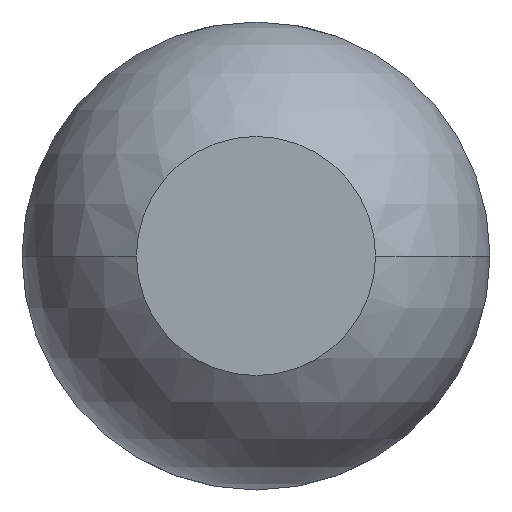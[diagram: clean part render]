
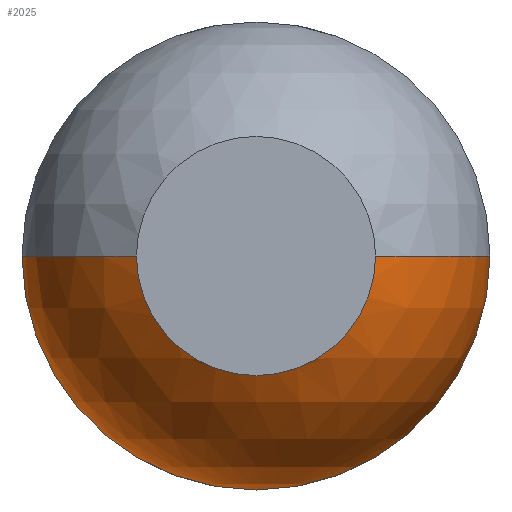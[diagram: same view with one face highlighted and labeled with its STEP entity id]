
A CAD part, front view. The second image highlights one B-rep face of the part: STEP entity #2025.
In plain terms, the highlighted spherical face has radius 0.685 mm.
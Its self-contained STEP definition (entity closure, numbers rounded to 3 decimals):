
#37 = AXIS2_PLACEMENT_3D ( 'NONE', #3748, #1318, #2226 ) ;
#73 = DIRECTION ( 'NONE',  ( 0., 1., 0. ) ) ;
#78 = AXIS2_PLACEMENT_3D ( 'NONE', #302, #2100, #290 ) ;
#138 = ORIENTED_EDGE ( 'NONE', *, *, #3107, .F. ) ;
#199 = CIRCLE ( 'NONE', #1657, 0.35 ) ;
#290 = DIRECTION ( 'NONE',  ( 1., 0., 0. ) ) ;
#302 = CARTESIAN_POINT ( 'NONE',  ( 0., -26.411, 0. ) ) ;
#458 = EDGE_LOOP ( 'NONE', ( #1644, #1352, #1655, #1972, #138, #626 ) ) ;
#479 = AXIS2_PLACEMENT_3D ( 'NONE', #2776, #73, #939 ) ;
#601 = DIRECTION ( 'NONE',  ( -1., 0., 0. ) ) ;
#604 = CARTESIAN_POINT ( 'NONE',  ( 0., -26.411, -0.685 ) ) ;
#625 = SPHERICAL_SURFACE ( 'NONE', #37, 0.685 ) ;
#626 = ORIENTED_EDGE ( 'NONE', *, *, #1492, .F. ) ;
#825 = VERTEX_POINT ( 'NONE', #3943 ) ;
#894 = EDGE_CURVE ( 'Defeature ausgef�hrt1_5+Defeature ausgef�hrt1_4+Defeature ausgef�hrt1_4+Defeature ausgef�hrt1_4', #3053, #2646, #1385, .T. ) ;
#939 = DIRECTION ( 'NONE',  ( 0., 0., 1. ) ) ;
#973 = DIRECTION ( 'NONE',  ( 0., -1., 0. ) ) ;
#1004 = AXIS2_PLACEMENT_3D ( 'NONE', #2455, #3056, #1543 ) ;
#1082 = EDGE_CURVE ( 'Defeature ausgef�hrt1_5+Defeature ausgef�hrt1_4+Defeature ausgef�hrt1_4+Defeature ausgef�hrt1_4', #2818, #3053, #1901, .T. ) ;
#1180 = CIRCLE ( 'NONE', #3419, 0.685 ) ;
#1318 = DIRECTION ( 'NONE',  ( 0., 0., -1. ) ) ;
#1352 = ORIENTED_EDGE ( 'NONE', *, *, #3731, .T. ) ;
#1385 = CIRCLE ( 'NONE', #1004, 0.685 ) ;
#1396 = VERTEX_POINT ( 'NONE', #1735 ) ;
#1492 = EDGE_CURVE ( 'Defeature ausgef�hrt1_11+Defeature ausgef�hrt1_4+Defeature ausgef�hrt1_4+Defeature ausgef�hrt1_4', #1396, #825, #199, .T. ) ;
#1536 = DIRECTION ( 'NONE',  ( 0., 0., -1. ) ) ;
#1543 = DIRECTION ( 'NONE',  ( 0., 0., 1. ) ) ;
#1638 = CARTESIAN_POINT ( 'NONE',  ( 0.685, -26.411, 0. ) ) ;
#1644 = ORIENTED_EDGE ( 'NONE', *, *, #2619, .F. ) ;
#1655 = ORIENTED_EDGE ( 'NONE', *, *, #894, .F. ) ;
#1657 = AXIS2_PLACEMENT_3D ( 'NONE', #3218, #3511, #1686 ) ;
#1686 = DIRECTION ( 'NONE',  ( 0., 0., -1. ) ) ;
#1734 = AXIS2_PLACEMENT_3D ( 'NONE', #2490, #973, #3440 ) ;
#1735 = CARTESIAN_POINT ( 'NONE',  ( 0., -27., -0.35 ) ) ;
#1857 = VERTEX_POINT ( 'NONE', #3073 ) ;
#1876 = CARTESIAN_POINT ( 'NONE',  ( -0.685, -26.411, 0. ) ) ;
#1901 = CIRCLE ( 'NONE', #479, 0.685 ) ;
#1972 = ORIENTED_EDGE ( 'NONE', *, *, #1082, .F. ) ;
#2025 = ADVANCED_FACE ( 'Defeature ausgef�hrt1_4', ( #2143 ), #625, .T. ) ;
#2100 = DIRECTION ( 'NONE',  ( 0., 0., 1. ) ) ;
#2139 = CIRCLE ( 'NONE', #78, 0.685 ) ;
#2143 = FACE_OUTER_BOUND ( 'NONE', #458, .T. ) ;
#2226 = DIRECTION ( 'NONE',  ( 1., 0., 0. ) ) ;
#2455 = CARTESIAN_POINT ( 'NONE',  ( 0., -26.411, 0. ) ) ;
#2490 = CARTESIAN_POINT ( 'NONE',  ( 0., -27., 0. ) ) ;
#2569 = CIRCLE ( 'NONE', #1734, 0.35 ) ;
#2619 = EDGE_CURVE ( 'Defeature ausgef�hrt1_11+Defeature ausgef�hrt1_4+Defeature ausgef�hrt1_4+Defeature ausgef�hrt1_4', #1857, #1396, #2569, .T. ) ;
#2646 = VERTEX_POINT ( 'NONE', #1876 ) ;
#2776 = CARTESIAN_POINT ( 'NONE',  ( 0., -26.411, 0. ) ) ;
#2818 = VERTEX_POINT ( 'NONE', #1638 ) ;
#3020 = CARTESIAN_POINT ( 'NONE',  ( 0., -26.411, 0. ) ) ;
#3053 = VERTEX_POINT ( 'NONE', #604 ) ;
#3056 = DIRECTION ( 'NONE',  ( 0., 1., 0. ) ) ;
#3073 = CARTESIAN_POINT ( 'NONE',  ( -0.35, -27., 0. ) ) ;
#3107 = EDGE_CURVE ( 'NONE', #825, #2818, #2139, .T. ) ;
#3218 = CARTESIAN_POINT ( 'NONE',  ( 0., -27., 0. ) ) ;
#3419 = AXIS2_PLACEMENT_3D ( 'NONE', #3020, #1536, #601 ) ;
#3440 = DIRECTION ( 'NONE',  ( 0., 0., -1. ) ) ;
#3511 = DIRECTION ( 'NONE',  ( 0., -1., 0. ) ) ;
#3731 = EDGE_CURVE ( 'NONE', #1857, #2646, #1180, .T. ) ;
#3748 = CARTESIAN_POINT ( 'NONE',  ( 0., -26.411, 0. ) ) ;
#3943 = CARTESIAN_POINT ( 'NONE',  ( 0.35, -27., 0. ) ) ;
